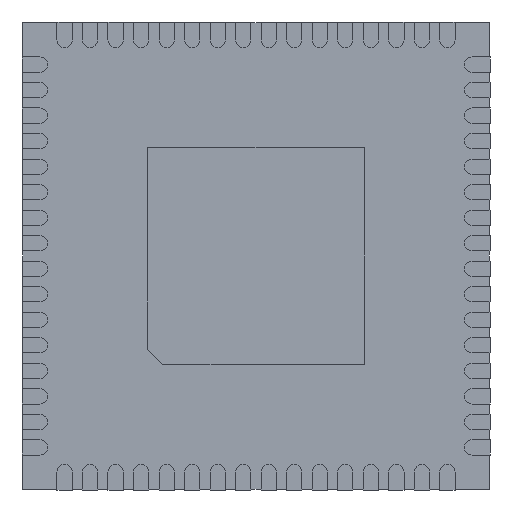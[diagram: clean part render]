
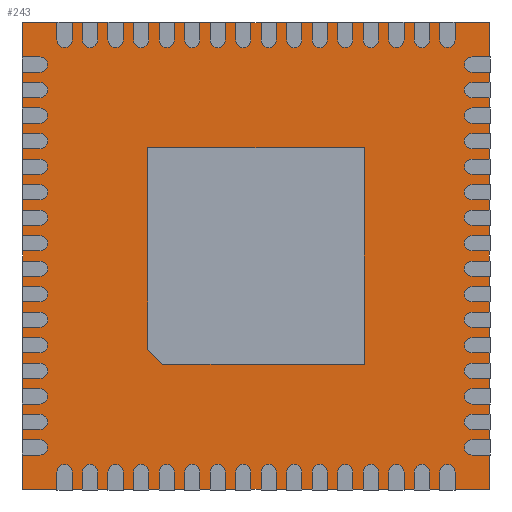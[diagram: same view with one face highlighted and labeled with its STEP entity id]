
A CAD part, front view. The second image highlights one B-rep face of the part: STEP entity #243.
In plain terms, the highlighted planar face has unit normal (0, -1, 0).
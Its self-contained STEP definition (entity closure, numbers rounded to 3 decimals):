
#43 = CARTESIAN_POINT ( 'NONE',  ( 4.575, -0.05, -4.575 ) ) ;
#125 = DIRECTION ( 'NONE',  ( 0., 0., -1. ) ) ;
#229 = FACE_OUTER_BOUND ( 'NONE', #1911, .T. ) ;
#243 = ADVANCED_FACE ( 'NONE', ( #229 ), #2877, .F. ) ;
#362 = EDGE_CURVE ( 'NONE', #1103, #1464, #2026, .T. ) ;
#479 = VECTOR ( 'NONE', #1783, 1000. ) ;
#491 = CARTESIAN_POINT ( 'NONE',  ( 0., -0.05, 0. ) ) ;
#602 = VECTOR ( 'NONE', #125, 1000. ) ;
#721 = CARTESIAN_POINT ( 'NONE',  ( 0., -0.05, 4.575 ) ) ;
#726 = ORIENTED_EDGE ( 'NONE', *, *, #2545, .F. ) ;
#822 = LINE ( 'NONE', #1481, #1271 ) ;
#877 = ORIENTED_EDGE ( 'NONE', *, *, #362, .F. ) ;
#921 = EDGE_CURVE ( 'NONE', #2033, #1378, #1429, .T. ) ;
#1103 = VERTEX_POINT ( 'NONE', #1550 ) ;
#1271 = VECTOR ( 'NONE', #3188, 1000. ) ;
#1281 = CARTESIAN_POINT ( 'NONE',  ( 4.575, -0.05, 0. ) ) ;
#1378 = VERTEX_POINT ( 'NONE', #2430 ) ;
#1429 = LINE ( 'NONE', #2502, #2172 ) ;
#1464 = VERTEX_POINT ( 'NONE', #43 ) ;
#1481 = CARTESIAN_POINT ( 'NONE',  ( 0., -0.05, -4.575 ) ) ;
#1513 = EDGE_CURVE ( 'NONE', #1464, #2033, #822, .T. ) ;
#1550 = CARTESIAN_POINT ( 'NONE',  ( 4.575, -0.05, 4.575 ) ) ;
#1783 = DIRECTION ( 'NONE',  ( 1., 0., 0. ) ) ;
#1900 = DIRECTION ( 'NONE',  ( 0., 0., 1. ) ) ;
#1911 = EDGE_LOOP ( 'NONE', ( #2208, #877, #726, #2030 ) ) ;
#1912 = DIRECTION ( 'NONE',  ( 0., 1., 0. ) ) ;
#2026 = LINE ( 'NONE', #1281, #602 ) ;
#2030 = ORIENTED_EDGE ( 'NONE', *, *, #921, .F. ) ;
#2033 = VERTEX_POINT ( 'NONE', #2397 ) ;
#2172 = VECTOR ( 'NONE', #1900, 1000. ) ;
#2208 = ORIENTED_EDGE ( 'NONE', *, *, #1513, .F. ) ;
#2397 = CARTESIAN_POINT ( 'NONE',  ( -4.575, -0.05, -4.575 ) ) ;
#2430 = CARTESIAN_POINT ( 'NONE',  ( -4.575, -0.05, 4.575 ) ) ;
#2453 = AXIS2_PLACEMENT_3D ( 'NONE', #491, #1912, #2609 ) ;
#2502 = CARTESIAN_POINT ( 'NONE',  ( -4.575, -0.05, 0. ) ) ;
#2545 = EDGE_CURVE ( 'NONE', #1378, #1103, #3177, .T. ) ;
#2609 = DIRECTION ( 'NONE',  ( 0., 0., 1. ) ) ;
#2877 = PLANE ( 'NONE',  #2453 ) ;
#3177 = LINE ( 'NONE', #721, #479 ) ;
#3188 = DIRECTION ( 'NONE',  ( -1., 0., 0. ) ) ;
